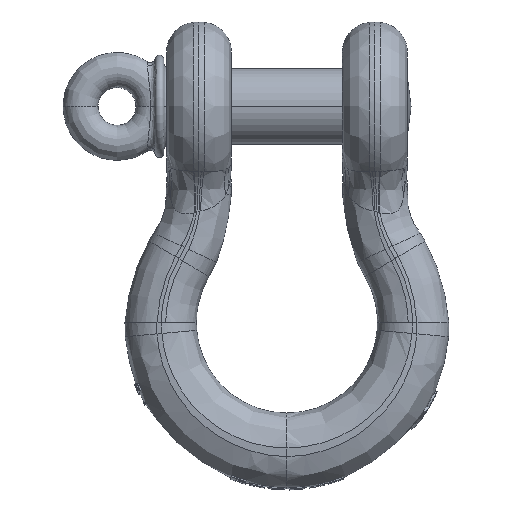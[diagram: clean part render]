
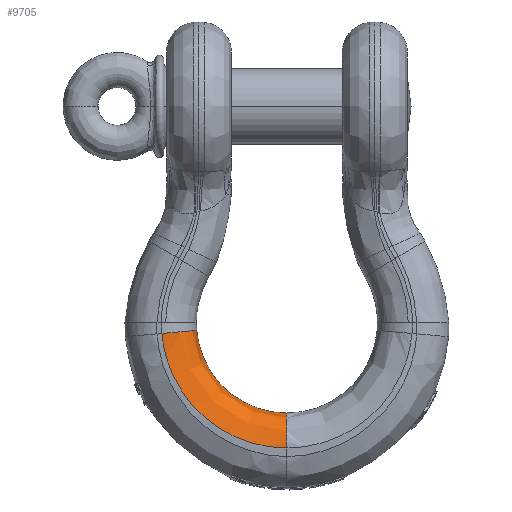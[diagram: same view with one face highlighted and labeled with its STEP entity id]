
A CAD part, top view. The second image highlights one B-rep face of the part: STEP entity #9705.
In plain terms, the highlighted free-form (B-spline) face has degree [3, 3] with [6, 7] control points.
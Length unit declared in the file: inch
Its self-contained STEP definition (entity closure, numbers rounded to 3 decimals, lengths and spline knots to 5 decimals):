
#2348=CARTESIAN_POINT('',(0.,-7.32,0.76336));
#2349=CARTESIAN_POINT('',(-0.09502,-7.32,0.7632));
#2350=CARTESIAN_POINT('',(-0.28504,-7.30992,
0.76286));
#2351=CARTESIAN_POINT('',(-0.56665,-7.26479,
0.76237));
#2352=CARTESIAN_POINT('',(-0.84223,-7.19006,
0.76187));
#2353=CARTESIAN_POINT('',(-1.10818,-7.08665,
0.76137));
#2354=CARTESIAN_POINT('',(-1.36161,-6.95578,
0.76087));
#2355=CARTESIAN_POINT('',(-1.60006,-6.79865,
0.76037));
#2356=CARTESIAN_POINT('',(-1.82033,-6.61736,
0.75987));
#2357=CARTESIAN_POINT('',(-2.02021,-6.41381,
0.75938));
#2358=CARTESIAN_POINT('',(-2.19761,-6.19004,
0.75888));
#2359=CARTESIAN_POINT('',(-2.35017,-5.94904,
0.75838));
#2360=CARTESIAN_POINT('',(-2.47647,-5.69317,
0.75788));
#2361=CARTESIAN_POINT('',(-2.57505,-5.42519,
0.75738));
#2362=CARTESIAN_POINT('',(-2.64466,-5.14862,
0.75688));
#2363=CARTESIAN_POINT('',(-2.67135,-4.96021,
0.75655));
#2364=CARTESIAN_POINT('',(-2.67967,-4.86555,
0.75638));
#2389=CARTESIAN_POINT('',(0.,-7.32,0.76336));
#2390=CARTESIAN_POINT('',(0.,-7.2843,0.76336));
#2391=CARTESIAN_POINT('',(0.,-7.2129,
0.75815));
#2392=CARTESIAN_POINT('',(0.,-7.10801,
0.73525));
#2393=CARTESIAN_POINT('',(0.,-7.00738,
0.69787));
#2394=CARTESIAN_POINT('',(0.,-6.91317,0.6465));
#2395=CARTESIAN_POINT('',(0.,-6.82732,
0.582));
#2396=CARTESIAN_POINT('',(0.,-6.75137,
0.50604));
#2397=CARTESIAN_POINT('',(0.,-6.68687,
0.42019));
#2398=CARTESIAN_POINT('',(0.,-6.63549,
0.32598));
#2399=CARTESIAN_POINT('',(0.,-6.59811,0.22536));
#2400=CARTESIAN_POINT('',(0.,-6.57522,
0.12046));
#2401=CARTESIAN_POINT('',(0.,-6.57,0.04907));
#2402=CARTESIAN_POINT('',(0.,-6.57,0.01336));
#2421=CARTESIAN_POINT('',(0.,-6.57,0.01336));
#2422=CARTESIAN_POINT('',(-0.07378,-6.57,0.01318));
#2423=CARTESIAN_POINT('',(-0.22133,-6.56157,
0.01283));
#2424=CARTESIAN_POINT('',(-0.43978,-6.52382,
0.01229));
#2425=CARTESIAN_POINT('',(-0.65251,-6.46145,
0.01175));
#2426=CARTESIAN_POINT('',(-0.85675,-6.37526,
0.01122));
#2427=CARTESIAN_POINT('',(-1.04986,-6.26638,
0.01068));
#2428=CARTESIAN_POINT('',(-1.22932,-6.13623,
0.01014));
#2429=CARTESIAN_POINT('',(-1.3928,-5.9865,
0.00961));
#2430=CARTESIAN_POINT('',(-1.53816,-5.81912,
0.00907));
#2431=CARTESIAN_POINT('',(-1.66353,-5.63629,
0.00853));
#2432=CARTESIAN_POINT('',(-1.76727,-5.44037,
0.008));
#2433=CARTESIAN_POINT('',(-1.84804,-5.23392,
0.00746));
#2434=CARTESIAN_POINT('',(-1.90477,-5.01962,
0.00692));
#2435=CARTESIAN_POINT('',(-1.92609,-4.87337,
0.00656));
#2436=CARTESIAN_POINT('',(-1.93255,-4.79988,
0.00638));
#2466=CARTESIAN_POINT('',(-1.93255,-4.79988,
0.00638));
#2467=CARTESIAN_POINT('',(-1.93255,-4.79988,
0.04209));
#2468=CARTESIAN_POINT('',(-1.93774,-4.80034,
0.11348));
#2469=CARTESIAN_POINT('',(-1.96055,-4.80234,
0.21838));
#2470=CARTESIAN_POINT('',(-1.99779,-4.80561,
0.31901));
#2471=CARTESIAN_POINT('',(-2.04897,-4.81011,
0.41322));
#2472=CARTESIAN_POINT('',(-2.11322,-4.81576,
0.49906));
#2473=CARTESIAN_POINT('',(-2.18888,-4.82241,
0.57502));
#2474=CARTESIAN_POINT('',(-2.2744,-4.82993,
0.63952));
#2475=CARTESIAN_POINT('',(-2.36825,-4.83818,
0.69089));
#2476=CARTESIAN_POINT('',(-2.46849,-4.84699,
0.72827));
#2477=CARTESIAN_POINT('',(-2.57298,-4.85618,
0.75117));
#2478=CARTESIAN_POINT('',(-2.6441,-4.86243,
0.75638));
#2479=CARTESIAN_POINT('',(-2.67967,-4.86555,
0.75638));
#5522=VERTEX_POINT('',#2389);
#5523=VERTEX_POINT('',#2402);
#5690=VERTEX_POINT('',#2436);
#5691=VERTEX_POINT('',#2364);
#9654=CARTESIAN_POINT('',(0.02877,-6.56984,
0.00467));
#9655=CARTESIAN_POINT('',(-0.21578,-6.57347,
0.00408));
#9656=CARTESIAN_POINT('',(-0.70616,-6.48712,
0.00289));
#9657=CARTESIAN_POINT('',(-1.342,-6.09514,
0.00112));
#9658=CARTESIAN_POINT('',(-1.78815,-5.49607,
-0.00066));
#9659=CARTESIAN_POINT('',(-1.91711,-5.01513,
-0.00185));
#9660=CARTESIAN_POINT('',(-1.93491,-4.77121,
-0.00244));
#9661=CARTESIAN_POINT('',(0.02874,-6.56824,
0.13849));
#9662=CARTESIAN_POINT('',(-0.2156,-6.57186,
0.1379));
#9663=CARTESIAN_POINT('',(-0.70557,-6.48559,
0.13671));
#9664=CARTESIAN_POINT('',(-1.34089,-6.09393,
0.13493));
#9665=CARTESIAN_POINT('',(-1.78668,-5.49535,
0.13315));
#9666=CARTESIAN_POINT('',(-1.91552,-5.01481,
0.13196));
#9667=CARTESIAN_POINT('',(-1.93331,-4.77109,
0.13137));
#9668=CARTESIAN_POINT('',(0.02978,-6.63775,
0.4038));
#9669=CARTESIAN_POINT('',(-0.22333,-6.64151,
0.40321));
#9670=CARTESIAN_POINT('',(-0.73088,-6.55214,
0.40202));
#9671=CARTESIAN_POINT('',(-1.38898,-6.14644,
0.40024));
#9672=CARTESIAN_POINT('',(-1.85076,-5.52639,
0.39846));
#9673=CARTESIAN_POINT('',(-1.98422,-5.02861,
0.39727));
#9674=CARTESIAN_POINT('',(-2.00265,-4.77615,
0.39668));
#9675=CARTESIAN_POINT('',(0.0341,-6.92938,
0.69546));
#9676=CARTESIAN_POINT('',(-0.25577,-6.93368,
0.69487));
#9677=CARTESIAN_POINT('',(-0.83704,-6.83133,
0.69368));
#9678=CARTESIAN_POINT('',(-1.59074,-6.3667,
0.6919));
#9679=CARTESIAN_POINT('',(-2.11958,-5.65659,
0.69012));
#9680=CARTESIAN_POINT('',(-2.27243,-5.08651,
0.68893));
#9681=CARTESIAN_POINT('',(-2.29353,-4.79738,
0.68834));
#9682=CARTESIAN_POINT('',(0.03803,-7.19466,
0.76498));
#9683=CARTESIAN_POINT('',(-0.28528,-7.19946,
0.76439));
#9684=CARTESIAN_POINT('',(-0.93361,-7.0853,
0.7632));
#9685=CARTESIAN_POINT('',(-1.77426,-6.56707,
0.76142));
#9686=CARTESIAN_POINT('',(-2.36412,-5.77503,
0.75964));
#9687=CARTESIAN_POINT('',(-2.53461,-5.13918,
0.75846));
#9688=CARTESIAN_POINT('',(-2.55814,-4.81669,
0.75786));
#9689=CARTESIAN_POINT('',(0.04002,-7.32846,
0.76338));
#9690=CARTESIAN_POINT('',(-0.30016,-7.33351,
0.76279));
#9691=CARTESIAN_POINT('',(-0.98232,-7.2134,
0.7616));
#9692=CARTESIAN_POINT('',(-1.86682,-6.66812,
0.75982));
#9693=CARTESIAN_POINT('',(-2.48746,-5.83476,
0.75804));
#9694=CARTESIAN_POINT('',(-2.66684,-5.16574,
0.75686));
#9695=CARTESIAN_POINT('',(-2.6916,-4.82643,
0.75626));
#9696=B_SPLINE_SURFACE_WITH_KNOTS('',3,3,((#9654,#9655,#9656,#9657,#9658,#9659,
#9660),(#9661,#9662,#9663,#9664,#9665,#9666,#9667),(#9668,#9669,#9670,#9671,
#9672,#9673,#9674),(#9675,#9676,#9677,#9678,#9679,#9680,#9681),(#9682,#9683,
#9684,#9685,#9686,#9687,#9688),(#9689,#9690,#9691,#9692,#9693,#9694,#9695)),
.UNSPECIFIED.,.F.,.F.,.F.,(4,1,1,4),(4,1,1,1,4),(-0.00743,
0.33333,0.66667,1.00743),(-0.01,
0.245,0.5,0.755,1.01),
.UNSPECIFIED.);
#9697=ORIENTED_EDGE('',*,*,#9644,.F.);
#9698=ORIENTED_EDGE('',*,*,#9558,.T.);
#9700=ORIENTED_EDGE('',*,*,#9699,.F.);
#9702=ORIENTED_EDGE('',*,*,#9701,.F.);
#9703=EDGE_LOOP('',(#9697,#9698,#9700,#9702));
#9704=FACE_OUTER_BOUND('',#9703,.F.);
#9705=ADVANCED_FACE('',(#9704),#9696,.F.);
#2365=B_SPLINE_CURVE_WITH_KNOTS('',3,(#2348,#2349,#2350,#2351,#2352,#2353,#2354,
#2355,#2356,#2357,#2358,#2359,#2360,#2361,#2362,#2363,#2364),.UNSPECIFIED.,.F.,
.F.,(4,1,1,1,1,1,1,1,1,1,1,1,1,1,4),(0.,0.07143,0.14286,
0.21429,0.28571,0.35714,0.42857,0.5,
0.57143,0.64286,0.71429,0.78571,
0.85714,0.92857,1.),.UNSPECIFIED.);
#2403=B_SPLINE_CURVE_WITH_KNOTS('',3,(#2389,#2390,#2391,#2392,#2393,#2394,#2395,
#2396,#2397,#2398,#2399,#2400,#2401,#2402),.UNSPECIFIED.,.F.,.F.,(4,1,1,1,1,1,1,
1,1,1,1,4),(0.,0.09091,0.18182,0.27273,
0.36364,0.45455,0.54545,0.63636,
0.72727,0.81818,0.90909,1.),.UNSPECIFIED.);
#2437=B_SPLINE_CURVE_WITH_KNOTS('',3,(#2421,#2422,#2423,#2424,#2425,#2426,#2427,
#2428,#2429,#2430,#2431,#2432,#2433,#2434,#2435,#2436),.UNSPECIFIED.,.F.,.F.,(4,
1,1,1,1,1,1,1,1,1,1,1,1,4),(0.,0.07692,0.15385,
0.23077,0.30769,0.38462,0.46154,
0.53846,0.61538,0.69231,0.76923,
0.84615,0.92308,1.),.UNSPECIFIED.);
#2480=B_SPLINE_CURVE_WITH_KNOTS('',3,(#2466,#2467,#2468,#2469,#2470,#2471,#2472,
#2473,#2474,#2475,#2476,#2477,#2478,#2479),.UNSPECIFIED.,.F.,.F.,(4,1,1,1,1,1,1,
1,1,1,1,4),(0.,0.09091,0.18182,0.27273,
0.36364,0.45455,0.54545,0.63636,
0.72727,0.81818,0.90909,1.),.UNSPECIFIED.);
#9558=EDGE_CURVE('',#5522,#5691,#2365,.T.);
#9644=EDGE_CURVE('',#5522,#5523,#2403,.T.);
#9699=EDGE_CURVE('',#5690,#5691,#2480,.T.);
#9701=EDGE_CURVE('',#5523,#5690,#2437,.T.);
